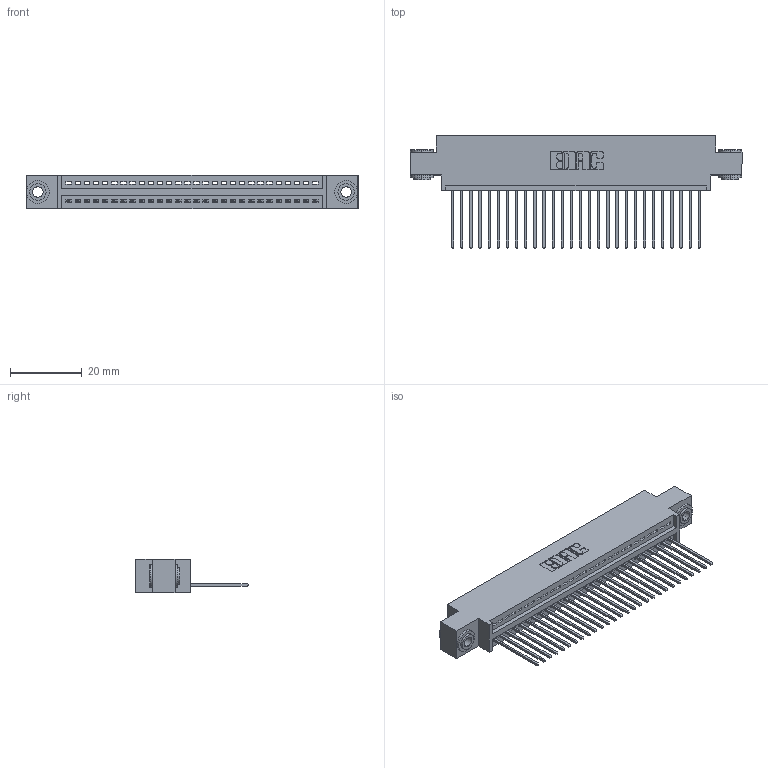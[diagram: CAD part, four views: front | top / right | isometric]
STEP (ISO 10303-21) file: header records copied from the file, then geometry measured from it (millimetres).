
FILE_DESCRIPTION (( 'STEP AP203' ), '1' );
FILE_NAME ('345-028-542-603.STEP', '2018-08-22T11:30:14', ( '' ), ( '' ), 'SwSTEP 2.0', 'SolidWorks 2016', '' );
FILE_SCHEMA (( 'CONFIG_CONTROL_DESIGN' ));
Length unit declared in the file: inch
Products named in the file (4): 345-028-542-603; 345 Part_0.170 Offset - 0.156 Dia-TH; 345-292-001_345-293-142; 345-250-002_345-250-002-102
Assembly tree (31 placements, depth 2):
  345-028-542-603
    345 Part_0.170 Offset - 0.156 Dia-TH
    345-292-001_345-293-142  x28
    345-250-002_345-250-002-102  x2
Bounding box: 92.33 x 31.29 x 9.4 mm (x, y, z)
Volume: 8623.1 mm3; surface area: 12004.1 mm2
Topology: 31 solids, 31 shells, 1792 faces, 5357 edges, 3530 vertices
Faces by surface type: plane 1214, cylinder 570, cone 8
Entity records: 23758 total; most frequent: CARTESIAN_POINT 4095, ORIENTED_EDGE 4050, DIRECTION 3627, EDGE_CURVE 2025, LINE 1757, VECTOR 1757, VERTEX_POINT 1346, AXIS2_PLACEMENT_3D 935
